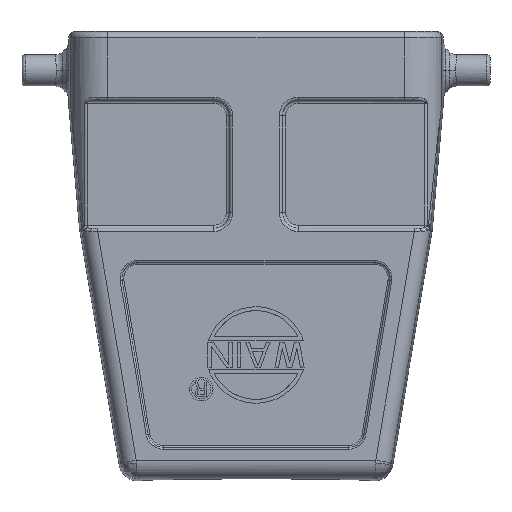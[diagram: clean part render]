
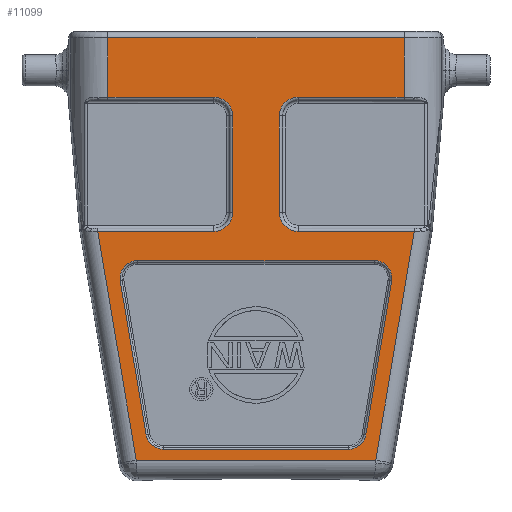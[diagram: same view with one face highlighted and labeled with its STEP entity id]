
A CAD part, front view. The second image highlights one B-rep face of the part: STEP entity #11099.
In plain terms, the highlighted planar face has unit normal (0, -1, 0).
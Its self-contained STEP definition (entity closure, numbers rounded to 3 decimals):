
#54=DIRECTION('',(-1.,0.,0.));
#55=VECTOR('',#54,38.375);
#56=CARTESIAN_POINT('',(19.187,-21.5,-68.677));
#57=LINE('',#56,#55);
#451=DIRECTION('',(0.166,0.,0.986));
#452=VECTOR('',#451,37.191);
#453=CARTESIAN_POINT('',(19.187,-21.5,-68.677));
#454=LINE('',#453,#452);
#455=CARTESIAN_POINT('',(25.352,-21.5,-32.));
#517=DIRECTION('',(-1.,0.,0.));
#518=VECTOR('',#517,16.979);
#519=CARTESIAN_POINT('',(-6.75,-21.5,-10.5));
#520=LINE('',#519,#518);
#521=DIRECTION('',(0.,0.,1.));
#522=VECTOR('',#521,9.5);
#523=CARTESIAN_POINT('',(-23.729,-21.5,-10.5));
#524=LINE('',#523,#522);
#525=DIRECTION('',(0.,0.,-1.));
#526=VECTOR('',#525,9.5);
#527=CARTESIAN_POINT('',(23.729,-21.5,-1.));
#528=LINE('',#527,#526);
#529=DIRECTION('',(-1.,0.,0.));
#530=VECTOR('',#529,16.979);
#531=CARTESIAN_POINT('',(23.729,-21.5,-10.5));
#532=LINE('',#531,#530);
#533=CARTESIAN_POINT('',(6.75,-21.5,-13.5));
#534=DIRECTION('',(0.,-1.,0.));
#535=DIRECTION('',(0.,0.,1.));
#536=AXIS2_PLACEMENT_3D('',#533,#534,#535);
#538=DIRECTION('',(0.,0.,-1.));
#539=VECTOR('',#538,15.5);
#540=CARTESIAN_POINT('',(3.75,-21.5,-13.5));
#541=LINE('',#540,#539);
#542=CARTESIAN_POINT('',(6.75,-21.5,-29.));
#543=DIRECTION('',(0.,-1.,0.));
#544=DIRECTION('',(-1.,0.,0.));
#545=AXIS2_PLACEMENT_3D('',#542,#543,#544);
#547=DIRECTION('',(1.,0.,0.));
#548=VECTOR('',#547,18.602);
#549=CARTESIAN_POINT('',(6.75,-21.5,-32.));
#550=LINE('',#549,#548);
#551=DIRECTION('',(1.,0.,0.));
#552=VECTOR('',#551,18.615);
#553=CARTESIAN_POINT('',(-25.365,-21.5,-32.));
#554=LINE('',#553,#552);
#555=CARTESIAN_POINT('',(-6.75,-21.5,-29.));
#556=DIRECTION('',(0.,-1.,0.));
#557=DIRECTION('',(0.,0.,-1.));
#558=AXIS2_PLACEMENT_3D('',#555,#556,#557);
#560=DIRECTION('',(0.,0.,1.));
#561=VECTOR('',#560,15.5);
#562=CARTESIAN_POINT('',(-3.75,-21.5,-29.));
#563=LINE('',#562,#561);
#564=CARTESIAN_POINT('',(-6.75,-21.5,-13.5));
#565=DIRECTION('',(0.,-1.,0.));
#566=DIRECTION('',(1.,0.,0.));
#567=AXIS2_PLACEMENT_3D('',#564,#565,#566);
#573=DIRECTION('',(1.,0.,0.));
#574=VECTOR('',#573,29.678);
#575=CARTESIAN_POINT('',(-14.84,-21.5,-66.925));
#576=LINE('',#575,#574);
#609=CARTESIAN_POINT('',(-14.84,-21.5,
-64.125));
#610=DIRECTION('',(0.,-1.,0.));
#611=DIRECTION('',(-0.986,0.,-0.166));
#612=AXIS2_PLACEMENT_3D('',#609,#610,#611);
#628=DIRECTION('',(0.166,0.,-0.986));
#629=VECTOR('',#628,24.971);
#630=CARTESIAN_POINT('',(-21.748,-21.5,-39.965));
#631=LINE('',#630,#629);
#669=CARTESIAN_POINT('',(-18.987,-21.5,-39.5));
#670=DIRECTION('',(0.,-1.,0.));
#671=DIRECTION('',(0.,0.,1.));
#672=AXIS2_PLACEMENT_3D('',#669,#670,#671);
#683=DIRECTION('',(-1.,0.,0.));
#684=VECTOR('',#683,37.964);
#685=CARTESIAN_POINT('',(18.977,-21.5,-36.7));
#686=LINE('',#685,#684);
#719=CARTESIAN_POINT('',(18.977,-21.5,-39.5));
#720=DIRECTION('',(0.,-1.,0.));
#721=DIRECTION('',(0.986,0.,-0.166));
#722=AXIS2_PLACEMENT_3D('',#719,#720,#721);
#738=DIRECTION('',(0.166,0.,0.986));
#739=VECTOR('',#738,24.97);
#740=CARTESIAN_POINT('',(17.599,-21.5,-64.589));
#741=LINE('',#740,#739);
#779=CARTESIAN_POINT('',(14.838,-21.5,-64.125));
#780=DIRECTION('',(0.,-1.,0.));
#781=DIRECTION('',(0.,0.,-1.));
#782=AXIS2_PLACEMENT_3D('',#779,#780,#781);
#2242=DIRECTION('',(-1.,0.,0.));
#2243=VECTOR('',#2242,47.457);
#2244=CARTESIAN_POINT('',(23.729,-21.5,-1.));
#2245=LINE('',#2244,#2243);
#2478=DIRECTION('',(0.166,0.,-0.986));
#2479=VECTOR('',#2478,37.193);
#2480=CARTESIAN_POINT('',(-25.365,-21.5,-32.));
#2481=LINE('',#2480,#2479);
#8407=CARTESIAN_POINT('',(-14.84,-21.5,-66.925));
#8408=CARTESIAN_POINT('',(14.838,-21.5,-66.925));
#8409=VERTEX_POINT('',#8407);
#8410=VERTEX_POINT('',#8408);
#8415=CARTESIAN_POINT('',(18.977,-21.5,-36.7));
#8416=CARTESIAN_POINT('',(-18.987,-21.5,-36.7));
#8417=VERTEX_POINT('',#8415);
#8418=VERTEX_POINT('',#8416);
#8423=CARTESIAN_POINT('',(-23.729,-21.5,-1.));
#8424=VERTEX_POINT('',#8423);
#8425=CARTESIAN_POINT('',(23.729,-21.5,-1.));
#8426=VERTEX_POINT('',#8425);
#8502=CARTESIAN_POINT('',(19.187,-21.5,
-68.677));
#8503=CARTESIAN_POINT('',(-19.188,-21.5,
-68.677));
#8504=VERTEX_POINT('',#8502);
#8505=VERTEX_POINT('',#8503);
#8534=CARTESIAN_POINT('',(-21.748,-21.5,-39.965));
#8535=CARTESIAN_POINT('',(-17.601,-21.5,-64.59));
#8536=VERTEX_POINT('',#8534);
#8537=VERTEX_POINT('',#8535);
#8540=CARTESIAN_POINT('',(17.599,-21.5,
-64.589));
#8541=VERTEX_POINT('',#8540);
#8544=CARTESIAN_POINT('',(21.738,-21.5,-39.964));
#8545=VERTEX_POINT('',#8544);
#9677=CARTESIAN_POINT('',(-23.729,-21.5,-10.5));
#9678=VERTEX_POINT('',#9677);
#9681=CARTESIAN_POINT('',(-6.75,-21.5,-10.5));
#9682=VERTEX_POINT('',#9681);
#9685=CARTESIAN_POINT('',(-3.75,-21.5,-13.5));
#9686=VERTEX_POINT('',#9685);
#9689=CARTESIAN_POINT('',(-3.75,-21.5,-29.));
#9690=VERTEX_POINT('',#9689);
#9693=CARTESIAN_POINT('',(-6.75,-21.5,-32.));
#9694=VERTEX_POINT('',#9693);
#9697=CARTESIAN_POINT('',(-25.365,-21.5,-32.));
#9698=VERTEX_POINT('',#9697);
#9722=VERTEX_POINT('',#455);
#9725=CARTESIAN_POINT('',(6.75,-21.5,-32.));
#9726=VERTEX_POINT('',#9725);
#9729=CARTESIAN_POINT('',(3.75,-21.5,-29.));
#9730=VERTEX_POINT('',#9729);
#9733=CARTESIAN_POINT('',(3.75,-21.5,-13.5));
#9734=VERTEX_POINT('',#9733);
#9737=CARTESIAN_POINT('',(6.75,-21.5,-10.5));
#9738=VERTEX_POINT('',#9737);
#9741=CARTESIAN_POINT('',(23.729,-21.5,-10.5));
#9742=VERTEX_POINT('',#9741);
#11044=CARTESIAN_POINT('',(0.,-21.5,0.));
#11045=DIRECTION('',(0.,1.,0.));
#11046=DIRECTION('',(1.,0.,0.));
#11047=AXIS2_PLACEMENT_3D('',#11044,#11045,#11046);
#11048=PLANE('',#11047);
#11050=ORIENTED_EDGE('',*,*,#11049,.T.);
#11052=ORIENTED_EDGE('',*,*,#11051,.T.);
#11054=ORIENTED_EDGE('',*,*,#11053,.F.);
#11056=ORIENTED_EDGE('',*,*,#11055,.T.);
#11058=ORIENTED_EDGE('',*,*,#11057,.T.);
#11060=ORIENTED_EDGE('',*,*,#11059,.T.);
#11062=ORIENTED_EDGE('',*,*,#11061,.T.);
#11064=ORIENTED_EDGE('',*,*,#11063,.T.);
#11066=ORIENTED_EDGE('',*,*,#11065,.T.);
#11067=ORIENTED_EDGE('',*,*,#10961,.F.);
#11068=ORIENTED_EDGE('',*,*,#10085,.T.);
#11070=ORIENTED_EDGE('',*,*,#11069,.F.);
#11072=ORIENTED_EDGE('',*,*,#11071,.T.);
#11074=ORIENTED_EDGE('',*,*,#11073,.T.);
#11076=ORIENTED_EDGE('',*,*,#11075,.T.);
#11078=ORIENTED_EDGE('',*,*,#11077,.T.);
#11079=EDGE_LOOP('',(#11050,#11052,#11054,#11056,#11058,#11060,#11062,#11064,
#11066,#11067,#11068,#11070,#11072,#11074,#11076,#11078));
#11080=FACE_OUTER_BOUND('',#11079,.F.);
#11082=ORIENTED_EDGE('',*,*,#11081,.T.);
#11084=ORIENTED_EDGE('',*,*,#11083,.T.);
#11086=ORIENTED_EDGE('',*,*,#11085,.T.);
#11088=ORIENTED_EDGE('',*,*,#11087,.T.);
#11090=ORIENTED_EDGE('',*,*,#11089,.T.);
#11092=ORIENTED_EDGE('',*,*,#11091,.T.);
#11094=ORIENTED_EDGE('',*,*,#11093,.T.);
#11096=ORIENTED_EDGE('',*,*,#11095,.T.);
#11097=EDGE_LOOP('',(#11082,#11084,#11086,#11088,#11090,#11092,#11094,#11096));
#11098=FACE_BOUND('',#11097,.F.);
#537=CIRCLE('',#536,3.);
#546=CIRCLE('',#545,3.);
#559=CIRCLE('',#558,3.);
#568=CIRCLE('',#567,3.);
#613=CIRCLE('',#612,2.8);
#673=CIRCLE('',#672,2.8);
#723=CIRCLE('',#722,2.8);
#783=CIRCLE('',#782,2.8);
#10085=EDGE_CURVE('',#8504,#8505,#57,.T.);
#10961=EDGE_CURVE('',#8504,#9722,#454,.T.);
#11049=EDGE_CURVE('',#9682,#9678,#520,.T.);
#11051=EDGE_CURVE('',#9678,#8424,#524,.T.);
#11053=EDGE_CURVE('',#8426,#8424,#2245,.T.);
#11055=EDGE_CURVE('',#8426,#9742,#528,.T.);
#11057=EDGE_CURVE('',#9742,#9738,#532,.T.);
#11059=EDGE_CURVE('',#9738,#9734,#537,.T.);
#11061=EDGE_CURVE('',#9734,#9730,#541,.T.);
#11063=EDGE_CURVE('',#9730,#9726,#546,.T.);
#11065=EDGE_CURVE('',#9726,#9722,#550,.T.);
#11069=EDGE_CURVE('',#9698,#8505,#2481,.T.);
#11071=EDGE_CURVE('',#9698,#9694,#554,.T.);
#11073=EDGE_CURVE('',#9694,#9690,#559,.T.);
#11075=EDGE_CURVE('',#9690,#9686,#563,.T.);
#11077=EDGE_CURVE('',#9686,#9682,#568,.T.);
#11081=EDGE_CURVE('',#8409,#8410,#576,.T.);
#11083=EDGE_CURVE('',#8410,#8541,#783,.T.);
#11085=EDGE_CURVE('',#8541,#8545,#741,.T.);
#11087=EDGE_CURVE('',#8545,#8417,#723,.T.);
#11089=EDGE_CURVE('',#8417,#8418,#686,.T.);
#11091=EDGE_CURVE('',#8418,#8536,#673,.T.);
#11093=EDGE_CURVE('',#8536,#8537,#631,.T.);
#11095=EDGE_CURVE('',#8537,#8409,#613,.T.);
#11099=ADVANCED_FACE('',(#11080,#11098),#11048,.F.);
